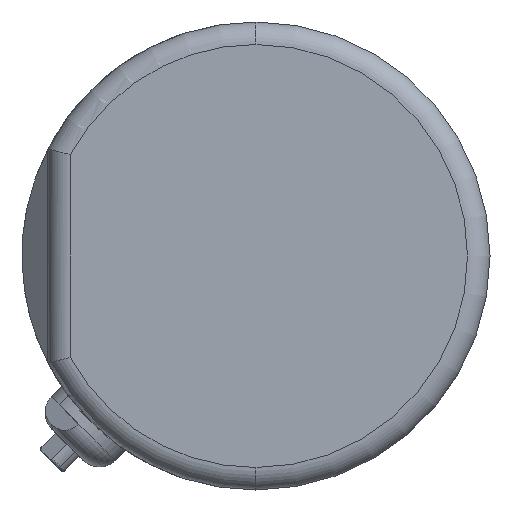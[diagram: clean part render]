
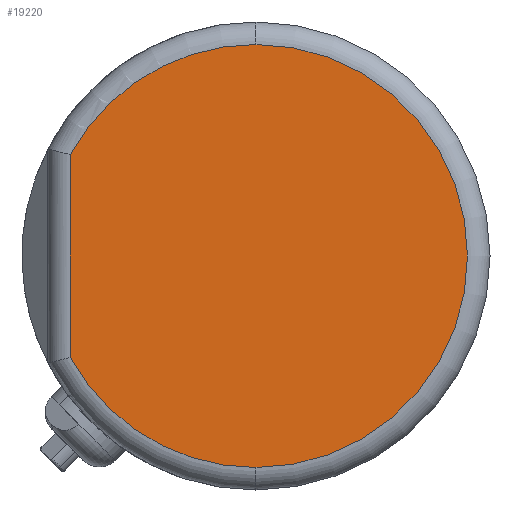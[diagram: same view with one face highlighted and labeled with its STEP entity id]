
A CAD part, left-side view. The second image highlights one B-rep face of the part: STEP entity #19220.
In plain terms, the highlighted planar face has unit normal (-1, 0, 0).
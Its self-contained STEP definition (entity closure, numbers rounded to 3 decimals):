
#186 = DIRECTION ( 'NONE',  ( 0., 0., -1. ) ) ;
#514 = AXIS2_PLACEMENT_3D ( 'NONE', #22731, #22194, #20333 ) ;
#991 = VERTEX_POINT ( 'NONE', #3474 ) ;
#1180 = VERTEX_POINT ( 'NONE', #2770 ) ;
#1288 = CARTESIAN_POINT ( 'NONE',  ( -37.5, 0., -18.8 ) ) ;
#2770 = CARTESIAN_POINT ( 'NONE',  ( -37.5, 0., 18.8 ) ) ;
#3149 = DIRECTION ( 'NONE',  ( -1., 0., 0. ) ) ;
#3474 = CARTESIAN_POINT ( 'NONE',  ( -37.5, 16.5, 9.011 ) ) ;
#3891 = AXIS2_PLACEMENT_3D ( 'NONE', #5131, #3149, #11294 ) ;
#4750 = PLANE ( 'NONE',  #6163 ) ;
#4837 = VECTOR ( 'NONE', #186, 1000. ) ;
#5131 = CARTESIAN_POINT ( 'NONE',  ( -37.5, 0., 0. ) ) ;
#5601 = CIRCLE ( 'NONE', #20518, 18.8 ) ;
#6163 = AXIS2_PLACEMENT_3D ( 'NONE', #12636, #18503, #8776 ) ;
#6425 = EDGE_CURVE ( 'NONE', #21716, #15089, #14119, .T. ) ;
#6633 = EDGE_CURVE ( 'NONE', #1180, #991, #23068, .T. ) ;
#6856 = DIRECTION ( 'NONE',  ( -1., 0., 0. ) ) ;
#8776 = DIRECTION ( 'NONE',  ( 0., 0., -1. ) ) ;
#9353 = ORIENTED_EDGE ( 'NONE', *, *, #6633, .T. ) ;
#11294 = DIRECTION ( 'NONE',  ( 0., 0., -1. ) ) ;
#11682 = ORIENTED_EDGE ( 'NONE', *, *, #21610, .T. ) ;
#12044 = LINE ( 'NONE', #26208, #4837 ) ;
#12257 = ORIENTED_EDGE ( 'NONE', *, *, #6425, .T. ) ;
#12636 = CARTESIAN_POINT ( 'NONE',  ( -37.5, 20.8, 0. ) ) ;
#12865 = CARTESIAN_POINT ( 'NONE',  ( -37.5, 0., 0. ) ) ;
#14119 = CIRCLE ( 'NONE', #3891, 18.8 ) ;
#14992 = DIRECTION ( 'NONE',  ( 0., 0., -1. ) ) ;
#15089 = VERTEX_POINT ( 'NONE', #1288 ) ;
#17389 = EDGE_CURVE ( 'NONE', #991, #21716, #12044, .T. ) ;
#18050 = CARTESIAN_POINT ( 'NONE',  ( -37.5, 16.5, -9.011 ) ) ;
#18503 = DIRECTION ( 'NONE',  ( 1., 0., 0. ) ) ;
#19220 = ADVANCED_FACE ( 'NONE', ( #24657 ), #4750, .F. ) ;
#20333 = DIRECTION ( 'NONE',  ( 0., 0., -1. ) ) ;
#20518 = AXIS2_PLACEMENT_3D ( 'NONE', #12865, #6856, #14992 ) ;
#21610 = EDGE_CURVE ( 'NONE', #15089, #1180, #5601, .T. ) ;
#21671 = ORIENTED_EDGE ( 'NONE', *, *, #17389, .T. ) ;
#21716 = VERTEX_POINT ( 'NONE', #18050 ) ;
#22194 = DIRECTION ( 'NONE',  ( -1., 0., 0. ) ) ;
#22731 = CARTESIAN_POINT ( 'NONE',  ( -37.5, 0., 0. ) ) ;
#23068 = CIRCLE ( 'NONE', #514, 18.8 ) ;
#24003 = EDGE_LOOP ( 'NONE', ( #12257, #11682, #9353, #21671 ) ) ;
#24657 = FACE_OUTER_BOUND ( 'NONE', #24003, .T. ) ;
#26208 = CARTESIAN_POINT ( 'NONE',  ( -37.5, 16.5, 0. ) ) ;
